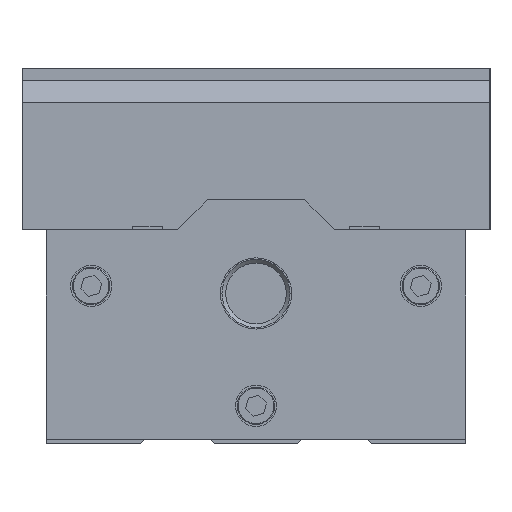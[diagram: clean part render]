
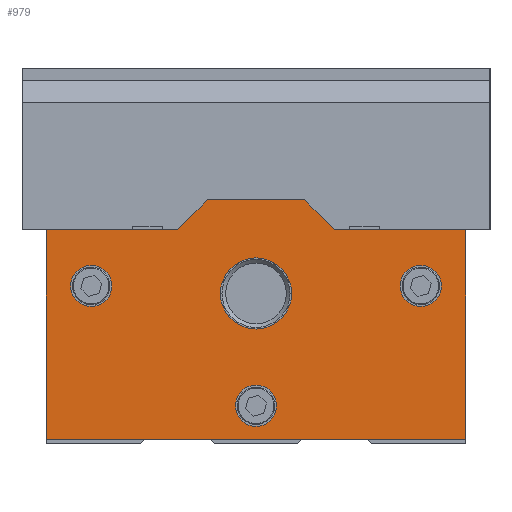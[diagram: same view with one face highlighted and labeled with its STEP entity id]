
A CAD part, left-side view. The second image highlights one B-rep face of the part: STEP entity #979.
In plain terms, the highlighted planar face has unit normal (-1, 0, 0).
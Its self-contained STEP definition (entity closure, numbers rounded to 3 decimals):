
#979=ADVANCED_FACE('',(#3772,#3773,#3774,#3775,#3776),#1540,.T.);
#1540=PLANE('',#10455);
#2101=LINE('',#14959,#2975);
#2106=LINE('',#14971,#2980);
#2109=LINE('',#14985,#2983);
#2110=LINE('',#14988,#2984);
#2111=LINE('',#14989,#2985);
#2112=LINE('',#14991,#2986);
#2113=LINE('',#14993,#2987);
#2114=LINE('',#14994,#2988);
#2975=VECTOR('',#12105,1.);
#2980=VECTOR('',#12112,1.);
#2983=VECTOR('',#12125,1.);
#2984=VECTOR('',#12126,1.);
#2985=VECTOR('',#12127,1.);
#2986=VECTOR('',#12128,1.);
#2987=VECTOR('',#12129,1.);
#2988=VECTOR('',#12130,1.);
#3772=FACE_BOUND('',#4569,.T.);
#3773=FACE_BOUND('',#4570,.T.);
#3774=FACE_BOUND('',#4571,.T.);
#3775=FACE_BOUND('',#4572,.T.);
#3776=FACE_BOUND('',#4573,.T.);
#4569=EDGE_LOOP('',(#6031));
#4570=EDGE_LOOP('',(#6032));
#4571=EDGE_LOOP('',(#6033));
#4572=EDGE_LOOP('',(#6034));
#4573=EDGE_LOOP('',(#6035,#6036,#6037,#6038,#6039,#6040,#6041,#6042));
#6031=ORIENTED_EDGE('',*,*,#8973,.F.);
#6032=ORIENTED_EDGE('',*,*,#8974,.T.);
#6033=ORIENTED_EDGE('',*,*,#8975,.T.);
#6034=ORIENTED_EDGE('',*,*,#8976,.T.);
#6035=ORIENTED_EDGE('',*,*,#8977,.T.);
#6036=ORIENTED_EDGE('',*,*,#8978,.T.);
#6037=ORIENTED_EDGE('',*,*,#8965,.T.);
#6038=ORIENTED_EDGE('',*,*,#8979,.F.);
#6039=ORIENTED_EDGE('',*,*,#8980,.T.);
#6040=ORIENTED_EDGE('',*,*,#8981,.T.);
#6041=ORIENTED_EDGE('',*,*,#8970,.T.);
#6042=ORIENTED_EDGE('',*,*,#8982,.T.);
#7924=VERTEX_POINT('',#14960);
#7925=VERTEX_POINT('',#14961);
#7928=VERTEX_POINT('',#14969);
#7930=VERTEX_POINT('',#14972);
#7932=VERTEX_POINT('',#14978);
#7933=VERTEX_POINT('',#14980);
#7934=VERTEX_POINT('',#14982);
#7935=VERTEX_POINT('',#14984);
#7936=VERTEX_POINT('',#14986);
#7937=VERTEX_POINT('',#14987);
#7938=VERTEX_POINT('',#14990);
#7939=VERTEX_POINT('',#14992);
#8965=EDGE_CURVE('',#7924,#7925,#2101,.T.);
#8970=EDGE_CURVE('',#7930,#7928,#2106,.T.);
#8973=EDGE_CURVE('',#7932,#7932,#9865,.T.);
#8974=EDGE_CURVE('',#7933,#7933,#9866,.T.);
#8975=EDGE_CURVE('',#7934,#7934,#9867,.T.);
#8976=EDGE_CURVE('',#7935,#7935,#9868,.T.);
#8977=EDGE_CURVE('',#7936,#7937,#2109,.T.);
#8978=EDGE_CURVE('',#7937,#7924,#2110,.T.);
#8979=EDGE_CURVE('',#7938,#7925,#2111,.T.);
#8980=EDGE_CURVE('',#7938,#7939,#2112,.T.);
#8981=EDGE_CURVE('',#7939,#7930,#2113,.T.);
#8982=EDGE_CURVE('',#7928,#7936,#2114,.T.);
#9865=CIRCLE('',#10451,5.5);
#9866=CIRCLE('',#10452,5.5);
#9867=CIRCLE('',#10453,5.5);
#9868=CIRCLE('',#10454,9.5);
#10451=AXIS2_PLACEMENT_3D('',#14977,#12117,#12118);
#10452=AXIS2_PLACEMENT_3D('',#14979,#12119,#12120);
#10453=AXIS2_PLACEMENT_3D('',#14981,#12121,#12122);
#10454=AXIS2_PLACEMENT_3D('',#14983,#12123,#12124);
#10455=AXIS2_PLACEMENT_3D('',#14995,#12131,#12132);
#12105=DIRECTION('',(0.,1.,0.));
#12112=DIRECTION('',(0.,1.,0.));
#12117=DIRECTION('',(-1.,0.,0.));
#12118=DIRECTION('',(0.,0.,1.));
#12119=DIRECTION('',(1.,0.,0.));
#12120=DIRECTION('',(0.,0.,1.));
#12121=DIRECTION('',(1.,0.,0.));
#12122=DIRECTION('',(0.,0.,1.));
#12123=DIRECTION('',(1.,0.,0.));
#12124=DIRECTION('',(0.,0.,1.));
#12125=DIRECTION('',(0.,1.,0.));
#12126=DIRECTION('',(0.,0.707,-0.707));
#12127=DIRECTION('',(0.,0.,1.));
#12128=DIRECTION('',(0.,-1.,0.));
#12129=DIRECTION('',(0.,0.,1.));
#12130=DIRECTION('',(0.,0.707,0.707));
#12131=DIRECTION('',(-1.,0.,0.));
#12132=DIRECTION('',(0.,0.,-1.));
#14959=CARTESIAN_POINT('',(-10.,56.,57.1));
#14960=CARTESIAN_POINT('',(-10.,77.,57.1));
#14961=CARTESIAN_POINT('',(-10.,112.,57.1));
#14969=CARTESIAN_POINT('',(-10.,35.,57.1));
#14971=CARTESIAN_POINT('',(-10.,56.,57.1));
#14972=CARTESIAN_POINT('',(-10.,0.,57.1));
#14977=CARTESIAN_POINT('',(-10.,12.,42.1));
#14978=CARTESIAN_POINT('',(-10.,12.,47.6));
#14979=CARTESIAN_POINT('',(-10.,56.,10.1));
#14980=CARTESIAN_POINT('',(-10.,56.,15.6));
#14981=CARTESIAN_POINT('',(-10.,100.,42.1));
#14982=CARTESIAN_POINT('',(-10.,100.,47.6));
#14983=CARTESIAN_POINT('',(-10.,56.,40.1));
#14984=CARTESIAN_POINT('',(-10.,56.,49.6));
#14985=CARTESIAN_POINT('',(-10.,35.,65.1));
#14986=CARTESIAN_POINT('',(-10.,43.,65.1));
#14987=CARTESIAN_POINT('',(-10.,69.,65.1));
#14988=CARTESIAN_POINT('',(-10.,95.,39.1));
#14989=CARTESIAN_POINT('',(-10.,112.,0.1));
#14990=CARTESIAN_POINT('',(-10.,112.,1.1));
#14991=CARTESIAN_POINT('',(-10.,56.,1.1));
#14992=CARTESIAN_POINT('',(-10.,0.,1.1));
#14993=CARTESIAN_POINT('',(-10.,0.,0.1));
#14994=CARTESIAN_POINT('',(-10.,17.,39.1));
#14995=CARTESIAN_POINT('',(-10.,56.,0.1));
